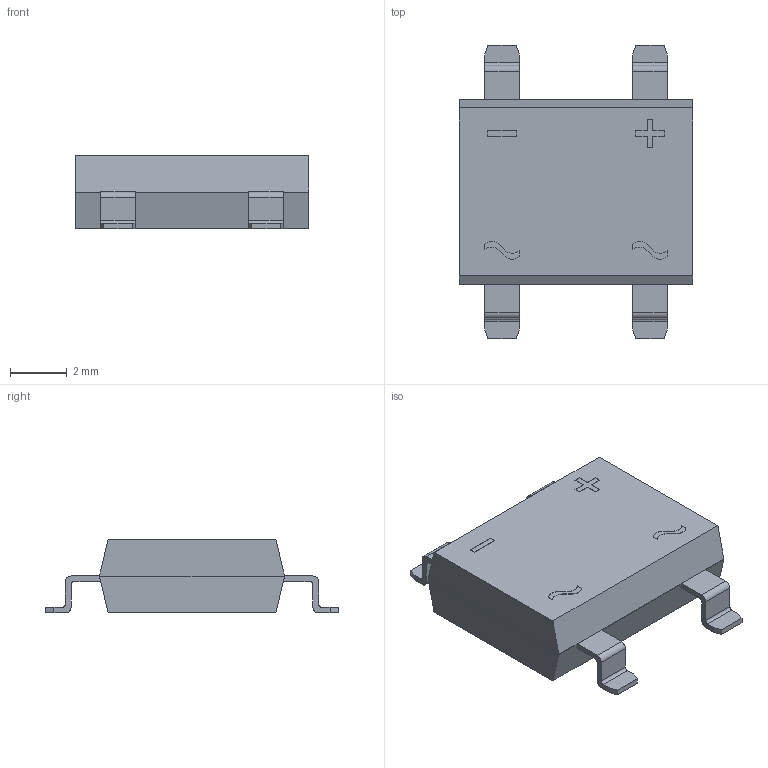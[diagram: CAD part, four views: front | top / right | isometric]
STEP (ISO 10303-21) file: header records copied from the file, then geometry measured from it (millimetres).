
FILE_DESCRIPTION (( 'STEP AP214' ), '1' );
FILE_NAME ('User Library-DFS.STEP', '2012-06-13T11:48:52', ( 'sysAdmin' ), ( 'SolidWorks' ), 'SwSTEP 2.0', 'SolidWorks 2012', '' );
FILE_SCHEMA (( 'AUTOMOTIVE_DESIGN' ));
Length unit declared in the file: millimetre
Products named in the file (11): User Library-DFS_DFS; User Library-DFS_DFS006; User Library-DFS_DFS004; User Library-DFS_DFS007; User Library-DFS_DFS005; User Library-DFS_DFS003; User Library-DFS_DFS002; User Library-DFS_DFS001; User Library-DFS_Chamfer002; User Library-DFS_Chamfer001; User Library-DFS
Assembly tree (10 placements, depth 2):
  User Library-DFS
    User Library-DFS_Chamfer001
    User Library-DFS_Chamfer002
    User Library-DFS_DFS001
    User Library-DFS_DFS002
    User Library-DFS_DFS003
    User Library-DFS_DFS005
    User Library-DFS_DFS007
    User Library-DFS_DFS004
    User Library-DFS_DFS006
    User Library-DFS_DFS
Bounding box: 8.2 x 10.3 x 2.59 mm (x, y, z)
Volume: 134.1 mm3; surface area: 316 mm2
Topology: 10 solids, 10 shells, 170 faces, 450 edges, 300 vertices
Faces by surface type: plane 154, cylinder 16
Entity records: 7518 total; most frequent: CARTESIAN_POINT 933, ORIENTED_EDGE 900, DIRECTION 848, EDGE_CURVE 450, LINE 418, VECTOR 418, VERTEX_POINT 300, AXIS2_PLACEMENT_3D 215
